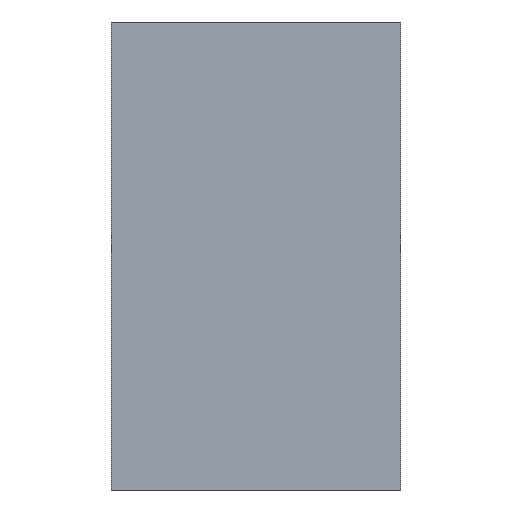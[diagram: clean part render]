
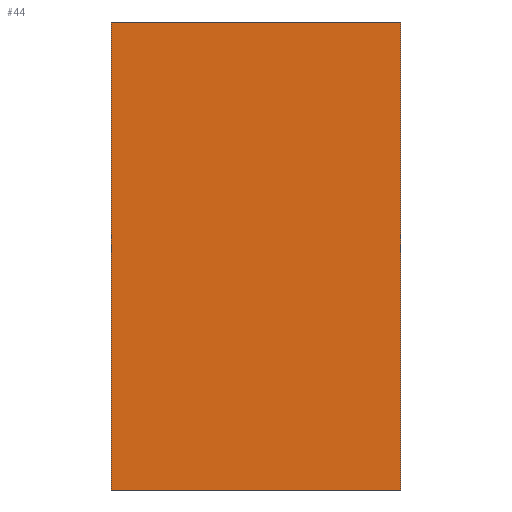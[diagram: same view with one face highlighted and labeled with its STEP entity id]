
A CAD part, left-side view. The second image highlights one B-rep face of the part: STEP entity #44.
In plain terms, the highlighted planar face has unit normal (-1, 0, 0).
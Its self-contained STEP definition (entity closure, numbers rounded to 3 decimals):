
#44 = ADVANCED_FACE( '', ( #89 ), #90, .F. );
#89 = FACE_OUTER_BOUND( '', #126, .T. );
#90 = PLANE( '', #127 );
#126 = EDGE_LOOP( '', ( #181, #182, #183, #184 ) );
#127 = AXIS2_PLACEMENT_3D( '', #185, #186, #187 );
#181 = ORIENTED_EDGE( '', *, *, #202, .T. );
#182 = ORIENTED_EDGE( '', *, *, #214, .F. );
#183 = ORIENTED_EDGE( '', *, *, #209, .F. );
#184 = ORIENTED_EDGE( '', *, *, #216, .T. );
#185 = CARTESIAN_POINT( '', ( -498., 42., 136. ) );
#186 = DIRECTION( '', ( 1., 0., 0. ) );
#187 = DIRECTION( '', ( 0., 0., -1. ) );
#202 = EDGE_CURVE( '', #226, #230, #232, .T. );
#209 = EDGE_CURVE( '', #241, #243, #244, .T. );
#214 = EDGE_CURVE( '', #243, #230, #250, .T. );
#216 = EDGE_CURVE( '', #241, #226, #252, .T. );
#226 = VERTEX_POINT( '', #262 );
#230 = VERTEX_POINT( '', #268 );
#232 = LINE( '', #271, #272 );
#241 = VERTEX_POINT( '', #281 );
#243 = VERTEX_POINT( '', #284 );
#244 = LINE( '', #285, #286 );
#250 = LINE( '', #295, #296 );
#252 = LINE( '', #298, #299 );
#262 = CARTESIAN_POINT( '', ( -498., 42., 0. ) );
#268 = CARTESIAN_POINT( '', ( -498., -42., 0. ) );
#271 = CARTESIAN_POINT( '', ( -498., 42., 0. ) );
#272 = VECTOR( '', #313, 1000. );
#281 = CARTESIAN_POINT( '', ( -498., 42., 136. ) );
#284 = CARTESIAN_POINT( '', ( -498., -42., 136. ) );
#285 = CARTESIAN_POINT( '', ( -498., 42., 136. ) );
#286 = VECTOR( '', #321, 1000. );
#295 = CARTESIAN_POINT( '', ( -498., -42., 136. ) );
#296 = VECTOR( '', #325, 1000. );
#298 = CARTESIAN_POINT( '', ( -498., 42., 136. ) );
#299 = VECTOR( '', #326, 1000. );
#313 = DIRECTION( '', ( 0., -1., 0. ) );
#321 = DIRECTION( '', ( 0., -1., 0. ) );
#325 = DIRECTION( '', ( 0., 0., -1. ) );
#326 = DIRECTION( '', ( 0., 0., -1. ) );
